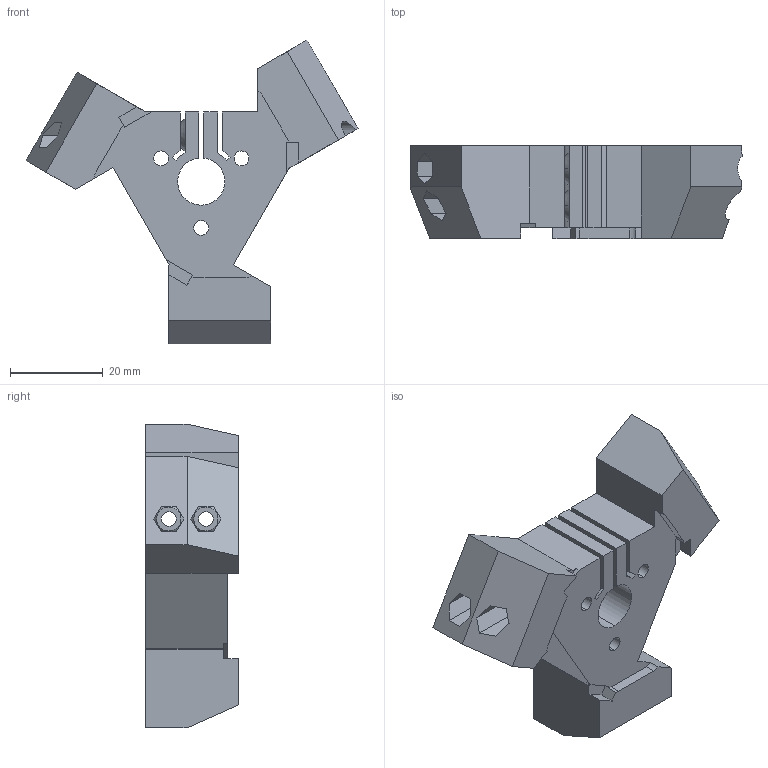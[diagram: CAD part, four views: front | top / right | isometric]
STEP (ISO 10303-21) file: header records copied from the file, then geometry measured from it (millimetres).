
FILE_DESCRIPTION (( 'STEP AP214' ), '1' );
FILE_NAME ('handle lock v2.STEP', '2024-05-09T04:26:11', ( '' ), ( '' ), 'SwSTEP 2.0', 'SolidWorks 2023', '' );
FILE_SCHEMA (( 'AUTOMOTIVE_DESIGN' ));
Length unit declared in the file: millimetre
Products named in the file (1): handle lock v2
Bounding box: 71.59 x 20 x 65.46 mm (x, y, z)
Volume: 29871.5 mm3; surface area: 12418.6 mm2
Topology: 1 solids, 1 shells, 100 faces, 294 edges, 196 vertices
Faces by surface type: plane 66, cylinder 30, cone 4
Entity records: 3389 total; most frequent: CARTESIAN_POINT 615, ORIENTED_EDGE 588, DIRECTION 552, EDGE_CURVE 294, LINE 222, VECTOR 222, VERTEX_POINT 196, AXIS2_PLACEMENT_3D 165
